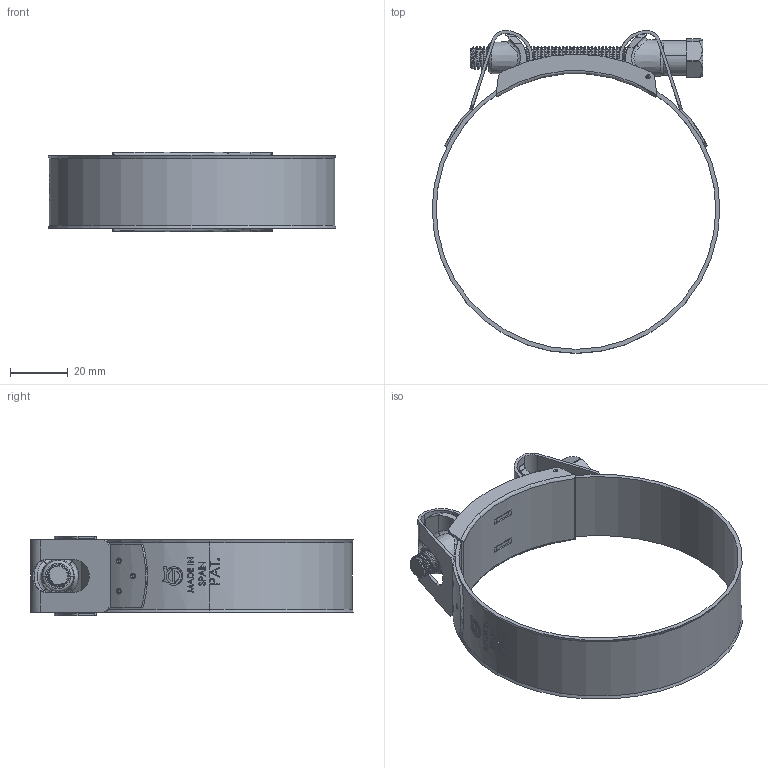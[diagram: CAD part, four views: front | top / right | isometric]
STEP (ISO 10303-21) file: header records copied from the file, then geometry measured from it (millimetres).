
FILE_DESCRIPTION (( 'STEP AP214' ), '1' );
FILE_NAME ('MK-03019223.STEP', '2018-09-10T12:01:15', ( '' ), ( '' ), 'SwSTEP 2.0', 'SolidWorks 2018', '' );
FILE_SCHEMA (( 'AUTOMOTIVE_DESIGN' ));
Length unit declared in the file: millimetre
Products named in the file (1): MK-03019223
Bounding box: 99.8 x 111.97 x 27.6 mm (x, y, z)
Volume: 18410.5 mm3; surface area: 31978.3 mm2
Topology: 6 solids, 6 shells, 732 faces, 2011 edges, 1333 vertices
Faces by surface type: cylinder 252, plane 250, bspline 191, cone 21, torus 14, sphere 4
Entity records: 60435 total; most frequent: CARTESIAN_POINT 36168, ORIENTED_EDGE 4010, DIRECTION 2427, EDGE_CURVE 2005, VERTEX_POINT 1331, AXIS2_PLACEMENT_3D 865, EDGE_LOOP 792, UNCERTAINTY_MEASURE_WITH_UNIT 740
